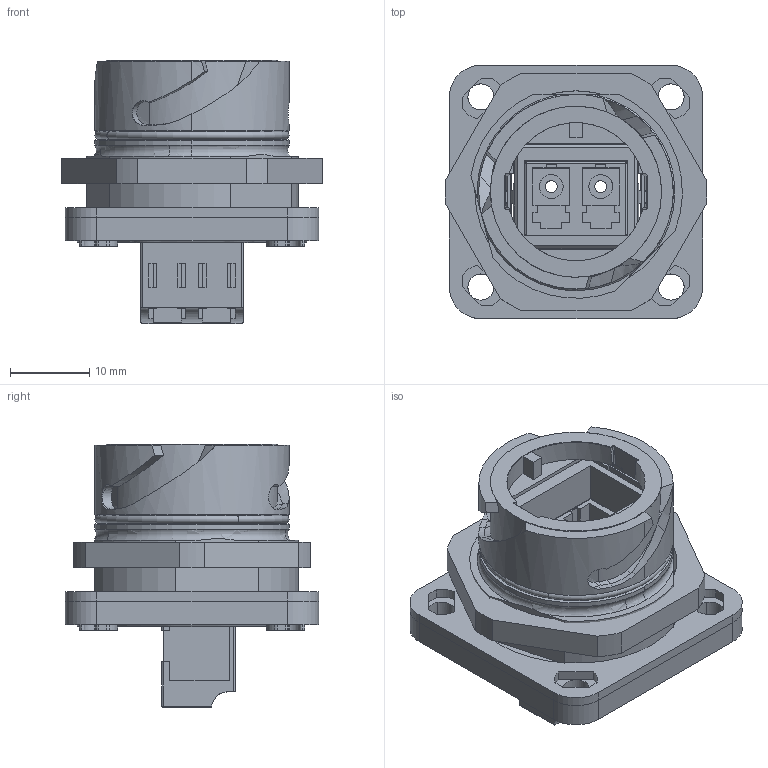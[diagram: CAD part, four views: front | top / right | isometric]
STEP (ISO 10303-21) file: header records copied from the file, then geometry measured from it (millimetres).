
FILE_DESCRIPTION(('CATIA V5 STEP Exchange','CAx-IF Rec.Pracs.--- Model Styling and Organization---1.4--- 2014-01-23'),'2;1');
FILE_NAME ('028573-2_2', '2020-11-09T16:13:43+00:00', ('none'), ('Weidmueller'), 'CATIA Version 5-6 Release 2016 SP3 HF44', 'CATIA V5 STEP AP214', 'none');
FILE_SCHEMA(('AUTOMOTIVE_DESIGN { 1 0 10303 214 1 1 1 1 }'));
Length unit declared in the file: millimetre
Products named in the file (1): 1963430000
Bounding box: 32.98 x 32 x 33.27 mm (x, y, z)
Volume: 10377.5 mm3; surface area: 13027.3 mm2
Topology: 8 solids, 8 shells, 855 faces, 2342 edges, 1495 vertices
Faces by surface type: plane 510, cylinder 227, cone 56, torus 30, bspline 24, extrusion 4, sphere 4
Entity records: 27213 total; most frequent: CARTESIAN_POINT 6801, ORIENTED_EDGE 4676, DIRECTION 3398, EDGE_CURVE 2338, VECTOR 1554, LINE 1550, VERTEX_POINT 1495, AXIS2_PLACEMENT_3D 1135
